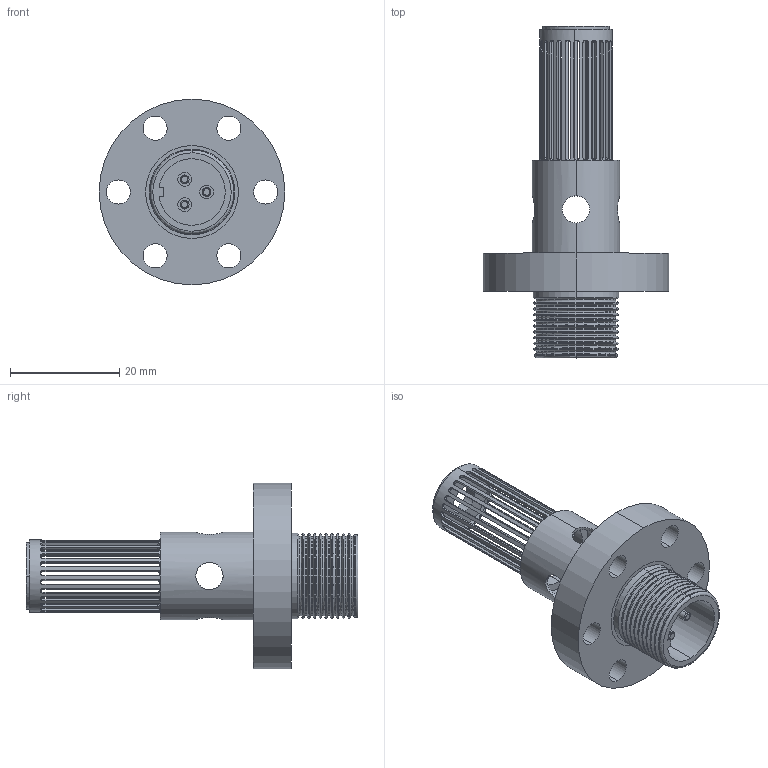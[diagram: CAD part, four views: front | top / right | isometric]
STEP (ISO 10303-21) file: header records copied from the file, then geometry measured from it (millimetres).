
FILE_DESCRIPTION (( 'STEP AP214' ), '1' );
FILE_NAME ('柲ァ撙郪璃-CF16-20L.STEP', '2023-07-20T05:43:04', ( '' ), ( '' ), 'SwSTEP 2.0', 'SolidWorks 2020', '' );
FILE_SCHEMA (( 'AUTOMOTIVE_DESIGN' ));
Length unit declared in the file: millimetre
Products named in the file (1): 柲ァ撙郪璃-CF16-20L
Bounding box: 34 x 60.8 x 34 mm (x, y, z)
Volume: 6413.2 mm3; surface area: 9340.7 mm2
Topology: 8 solids, 8 shells, 328 faces, 868 edges, 532 vertices
Faces by surface type: cylinder 175, plane 88, cone 50, bspline 15
Entity records: 15574 total; most frequent: CARTESIAN_POINT 3920, ORIENTED_EDGE 1724, DIRECTION 1596, EDGE_CURVE 862, AXIS2_PLACEMENT_3D 591, VERTEX_POINT 532, LINE 414, VECTOR 414
